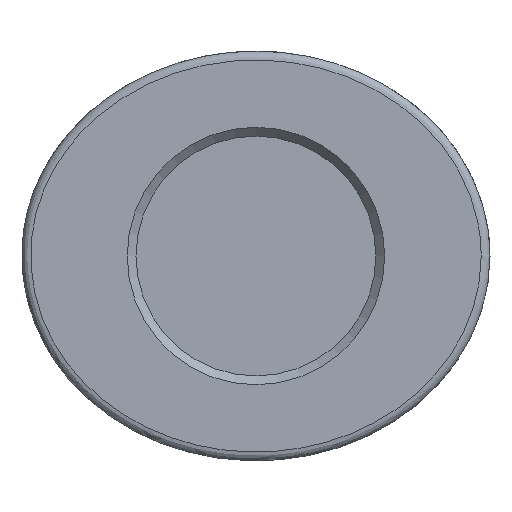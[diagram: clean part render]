
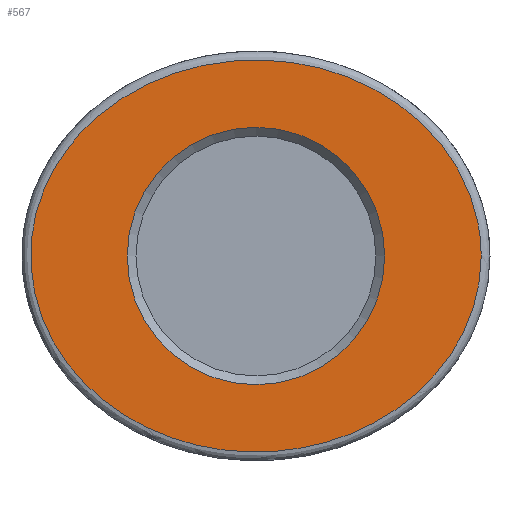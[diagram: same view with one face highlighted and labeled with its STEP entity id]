
A CAD part, left-side view. The second image highlights one B-rep face of the part: STEP entity #567.
In plain terms, the highlighted face is planar.
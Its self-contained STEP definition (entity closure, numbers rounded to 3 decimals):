
#525=CARTESIAN_POINT('',(4.4,5.,0.));
#526=VERTEX_POINT('',#525);
#527=CARTESIAN_POINT('',(0.,5.0,0.0));
#528=DIRECTION('',(0.0,1.0,0.0));
#529=DIRECTION('',(-1.0,0.0,0.0));
#530=AXIS2_PLACEMENT_3D('',#527,#528,#529);
#531=CIRCLE('',#530,4.4);
#532=EDGE_CURVE('',#526,#526,#531,.T.);
#537=CARTESIAN_POINT('',(0.,5.0,0.));
#538=DIRECTION('',(0.0,1.0,0.0));
#539=DIRECTION('',(0.0,0.0,1.0));
#540=AXIS2_PLACEMENT_3D('',#537,#538,#539);
#541=PLANE('',#540);
#542=CARTESIAN_POINT('',(7.7,5.,0.));
#543=VERTEX_POINT('',#542);
#544=CARTESIAN_POINT('',(7.701,5.,0.));
#545=CARTESIAN_POINT('',(7.701,5.,1.076));
#546=CARTESIAN_POINT('',(7.077,5.,3.228));
#547=CARTESIAN_POINT('',(3.927,5.,6.346));
#548=CARTESIAN_POINT('',(-0.63,5.0,7.148));
#549=CARTESIAN_POINT('',(-4.711,5.,5.563));
#550=CARTESIAN_POINT('',(-7.351,5.0,2.971));
#551=CARTESIAN_POINT('',(-8.012,5.,-0.411));
#552=CARTESIAN_POINT('',(-6.939,5.,-3.143));
#553=CARTESIAN_POINT('',(-5.054,5.0,-5.362));
#554=CARTESIAN_POINT('',(-0.997,5.,-7.217));
#555=CARTESIAN_POINT('',(3.921,5.,-6.345));
#556=CARTESIAN_POINT('',(7.079,5.,-3.228));
#557=CARTESIAN_POINT('',(7.701,5.,-1.076));
#558=CARTESIAN_POINT('',(7.701,5.,0.));
#559=B_SPLINE_CURVE_WITH_KNOTS('',3,(#544,#545,#546,#547,#548,#549,#550,#551,#552,#553,#554,#555,#556,#557,#558),.UNSPECIFIED.,.T.,.U.,(4,1,1,1,1,1,1,1,1,1,1,1,4),(-3.142,-2.693,-2.244,-1.346,-0.898,-0.449,0.15,0.449,0.748,1.346,2.244,2.693,3.142),.UNSPECIFIED.);
#560=EDGE_CURVE('',#543,#543,#559,.T.);
#561=ORIENTED_EDGE('',*,*,#560,.F.);
#562=EDGE_LOOP('',(#561));
#563=FACE_OUTER_BOUND('',#562,.T.);
#564=ORIENTED_EDGE('',*,*,#532,.F.);
#565=EDGE_LOOP('',(#564));
#566=FACE_BOUND('',#565,.T.);
#567=ADVANCED_FACE('',(#563,#566),#541,.T.);
